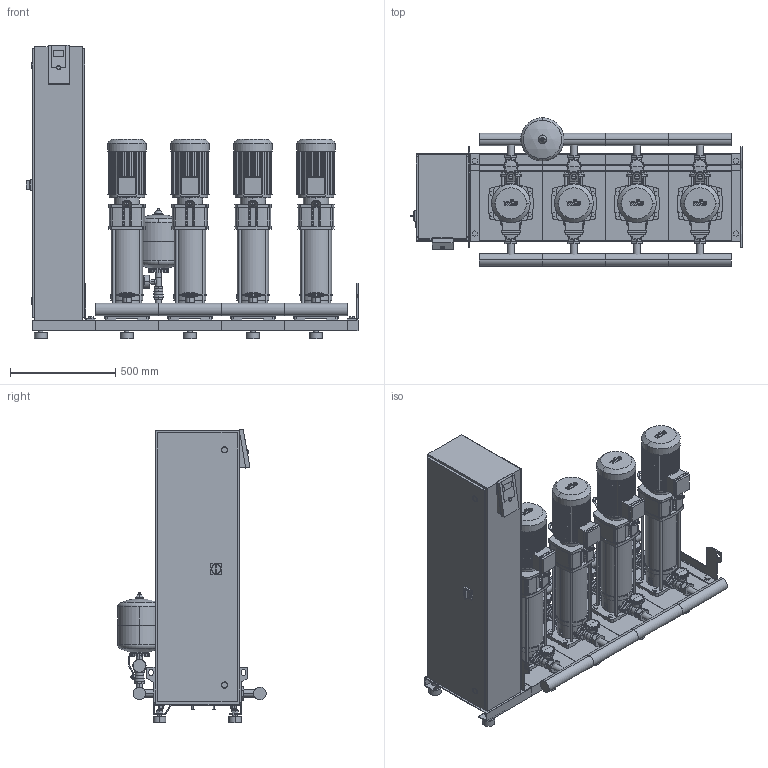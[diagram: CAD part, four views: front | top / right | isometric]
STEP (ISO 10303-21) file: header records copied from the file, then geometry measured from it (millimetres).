
FILE_DESCRIPTION((''),'2;1');
FILE_NAME('3d_SiBoostSmartFC4HELIXV410-2537605.stp','2017-09-26T09:38:29',(''),(''),'Mechanical Desktop 2009','Mechanical Desktop 2009',', , ');
FILE_SCHEMA(('CONFIG_CONTROL_DESIGN'));
Length unit declared in the file: millimetre
Products named in the file (1): Product
Bounding box: 1580 x 706.15 x 1398.4 mm (x, y, z)
Volume: 223620132.5 mm3; surface area: 12250941.5 mm2
Topology: 177 solids, 177 shells, 5212 faces, 13310 edges, 8740 vertices
Faces by surface type: plane 2207, bspline 1385, cylinder 1378, cone 202, torus 34, sphere 6
Entity records: 166742 total; most frequent: CARTESIAN_POINT 41536, ORIENTED_EDGE 26580, DIRECTION 24266, EDGE_CURVE 13290, VECTOR 8746, LINE 8746, VERTEX_POINT 8736, AXIS2_PLACEMENT_3D 7760
